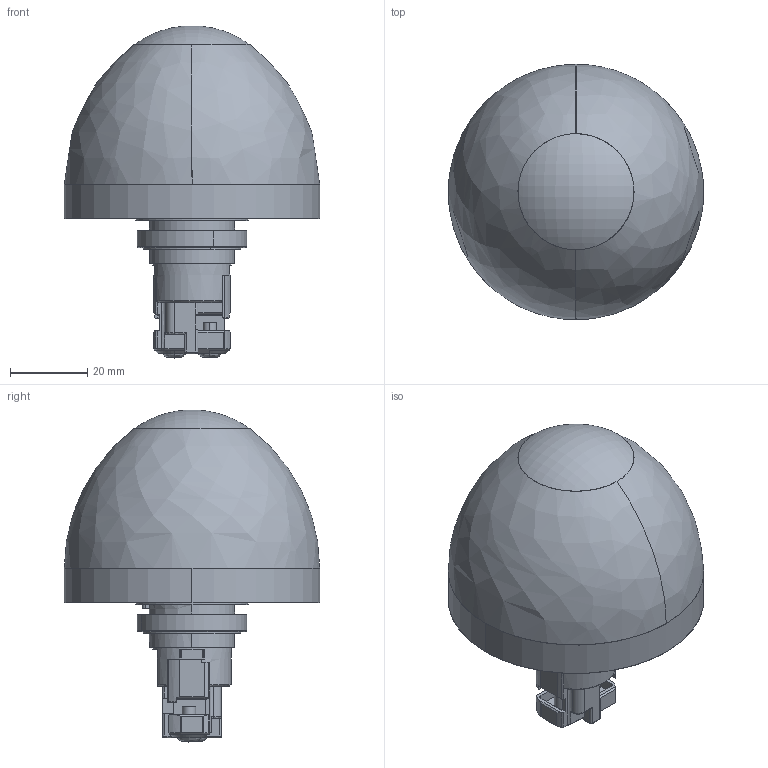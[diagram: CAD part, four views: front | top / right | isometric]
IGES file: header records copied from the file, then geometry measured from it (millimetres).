
Start section: SolidWorks IGES file using analytic representation for surfaces
Global section: file name: HW1P-5Q4$_rev0.0.IGS; native system: SolidWorks 2019; preprocessor: SolidWorks 2019; author: 1003605; date: 210916.163924; units: millimetre
Bounding box: 66 x 66 x 85.83 mm (x, y, z)
Surface area: 25878.4 mm2 (no closed solid volume)
Topology: 0 solids, 0 shells, 294 faces, 3509 edges, 3500 vertices
Faces by surface type: bspline 173, revolution 121
